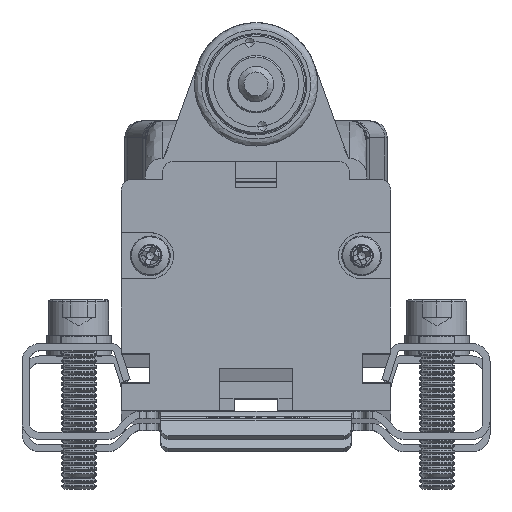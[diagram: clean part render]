
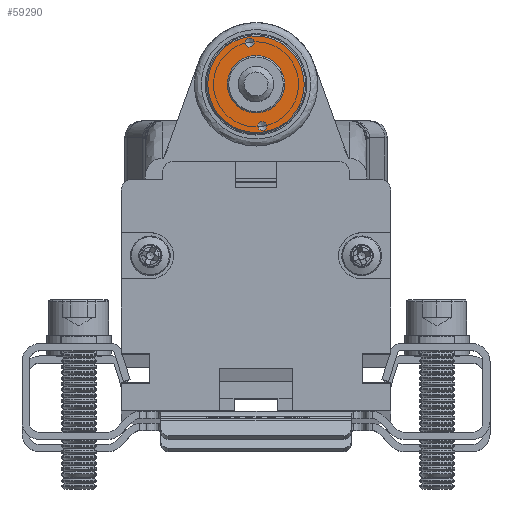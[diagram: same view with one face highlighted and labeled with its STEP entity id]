
A CAD part, top view. The second image highlights one B-rep face of the part: STEP entity #59290.
In plain terms, the highlighted planar face has unit normal (0, 0, 1).
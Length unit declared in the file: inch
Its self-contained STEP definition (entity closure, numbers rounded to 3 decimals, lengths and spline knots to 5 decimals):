
#531 = DIRECTION ( 'NONE',  ( 0., 0., -1. ) ) ;
#2870 = CIRCLE ( 'NONE', #53229, 0.02559 ) ;
#4449 = FACE_OUTER_BOUND ( 'NONE', #11606, .T. ) ;
#8711 = CARTESIAN_POINT ( 'NONE',  ( 0.78273, 1.64235, 6.1811 ) ) ;
#11606 = EDGE_LOOP ( 'NONE', ( #16788 ) ) ;
#12168 = CARTESIAN_POINT ( 'NONE',  ( 0.78769, 1.60925, 6.1811 ) ) ;
#12186 = AXIS2_PLACEMENT_3D ( 'NONE', #25181, #80158, #39159 ) ;
#12531 = DIRECTION ( 'NONE',  ( 0., 0., 1. ) ) ;
#13720 = AXIS2_PLACEMENT_3D ( 'NONE', #62301, #531, #54644 ) ;
#14375 = VERTEX_POINT ( 'NONE', #88681 ) ;
#15517 = DIRECTION ( 'NONE',  ( 0., 0., -1. ) ) ;
#16788 = ORIENTED_EDGE ( 'NONE', *, *, #38883, .F. ) ;
#21960 = AXIS2_PLACEMENT_3D ( 'NONE', #34167, #12531, #32828 ) ;
#25181 = CARTESIAN_POINT ( 'NONE',  ( 0.74803, 1.87402, 6.1811 ) ) ;
#28941 = ORIENTED_EDGE ( 'NONE', *, *, #44606, .T. ) ;
#30623 = EDGE_CURVE ( 'NONE', #62224, #62224, #68410, .T. ) ;
#32828 = DIRECTION ( 'NONE',  ( -0.989, -0.148, 0. ) ) ;
#34167 = CARTESIAN_POINT ( 'NONE',  ( 0.74803, 1.87402, 6.1811 ) ) ;
#38250 = PLANE ( 'NONE',  #21960 ) ;
#38883 = EDGE_CURVE ( 'NONE', #84683, #84683, #39532, .T. ) ;
#39134 = FACE_BOUND ( 'NONE', #71886, .T. ) ;
#39159 = DIRECTION ( 'NONE',  ( 0.148, -0.989, 0. ) ) ;
#39532 = CIRCLE ( 'NONE', #12186, 0.26772 ) ;
#44606 = EDGE_CURVE ( 'NONE', #14375, #14375, #2870, .T. ) ;
#53229 = AXIS2_PLACEMENT_3D ( 'NONE', #8711, #15517, #56044 ) ;
#54644 = DIRECTION ( 'NONE',  ( -0.989, -0.148, 0. ) ) ;
#56044 = DIRECTION ( 'NONE',  ( -0.989, -0.148, 0. ) ) ;
#59290 = ADVANCED_FACE ( 'NONE', ( #39134, #59408, #4449 ), #38250, .T. ) ;
#59408 = FACE_BOUND ( 'NONE', #82414, .T. ) ;
#60415 = ORIENTED_EDGE ( 'NONE', *, *, #30623, .T. ) ;
#62224 = VERTEX_POINT ( 'NONE', #77040 ) ;
#62301 = CARTESIAN_POINT ( 'NONE',  ( 0.71333, 2.10568, 6.1811 ) ) ;
#68410 = CIRCLE ( 'NONE', #13720, 0.02559 ) ;
#71886 = EDGE_LOOP ( 'NONE', ( #28941 ) ) ;
#77040 = CARTESIAN_POINT ( 'NONE',  ( 0.68802, 2.10189, 6.1811 ) ) ;
#80158 = DIRECTION ( 'NONE',  ( 0., 0., -1. ) ) ;
#82414 = EDGE_LOOP ( 'NONE', ( #60415 ) ) ;
#84683 = VERTEX_POINT ( 'NONE', #12168 ) ;
#88681 = CARTESIAN_POINT ( 'NONE',  ( 0.75742, 1.63856, 6.1811 ) ) ;
